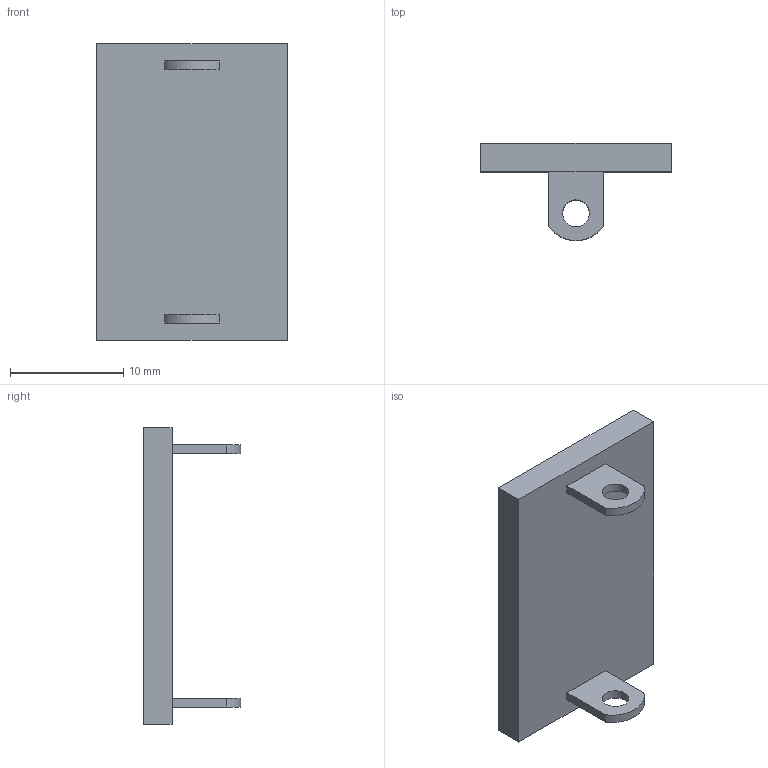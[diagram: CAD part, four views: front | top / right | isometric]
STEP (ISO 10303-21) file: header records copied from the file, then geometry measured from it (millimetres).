
FILE_DESCRIPTION(/* description */ ('WT Terminals-WT Terminals'),/* implementation_level */ '2;1');
FILE_NAME(/* name */ 'WT11S_terminal.ipt.step',/* time_stamp */ '2014-01-07T11:08:17-08:00',/* author */ ('Cadenas PARTsolutions'),/* organization */ ('NKKSWITCHES'),/* preprocessor_version */ 'ST-DEVELOPER v15.2',/* originating_system */ 'Autodesk Inventor 2014',/* authorisation */ '');
FILE_SCHEMA (('AUTOMOTIVE_DESIGN { 1 0 10303 214 3 1 1 }'));
Length unit declared in the file: inch
Products named in the file (1): WT11S_terminal
Bounding box: 16.87 x 8.61 x 26.26 mm (x, y, z)
Volume: 1161.1 mm3; surface area: 1224.7 mm2
Topology: 1 solids, 1 shells, 18 faces, 42 edges, 28 vertices
Faces by surface type: plane 14, cylinder 4
Full cylindrical faces by diameter (mm): 2.388 x2
Entity records: 535 total; most frequent: CARTESIAN_POINT 87, DIRECTION 86, ORIENTED_EDGE 80, EDGE_CURVE 40, LINE 32, VECTOR 32, VERTEX_POINT 28, AXIS2_PLACEMENT_3D 27
